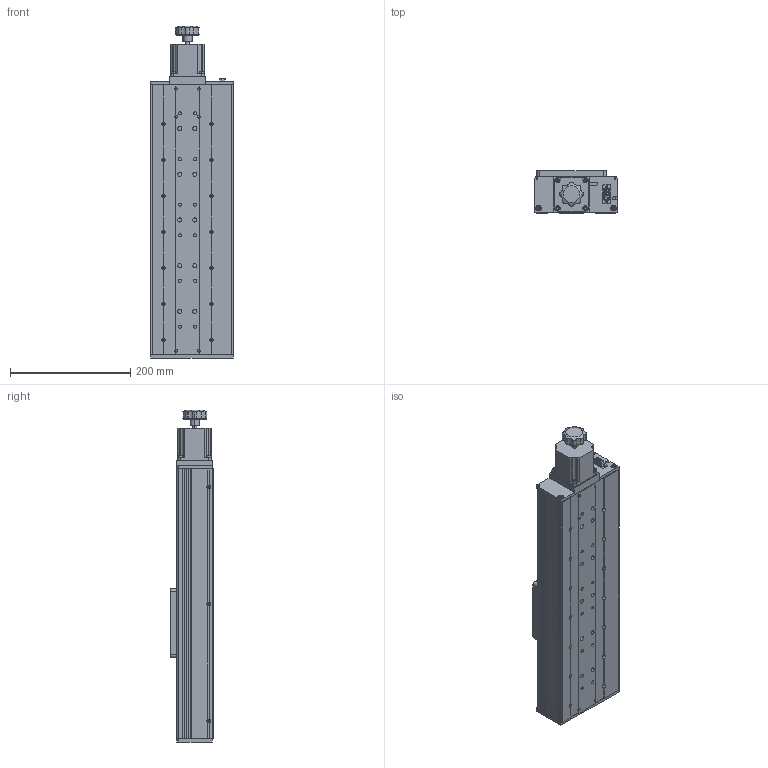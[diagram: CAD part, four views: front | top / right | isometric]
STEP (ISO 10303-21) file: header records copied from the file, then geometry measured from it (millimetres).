
FILE_DESCRIPTION (( 'STEP AP214' ), '1' );
FILE_NAME ('08HMT-250.STEP', '2018-09-27T09:28:52', ( '' ), ( '' ), 'SwSTEP 2.0', 'SolidWorks 2016', '' );
FILE_SCHEMA (( 'AUTOMOTIVE_DESIGN' ));
Length unit declared in the file: millimetre
Products named in the file (1): 08HMT-250
Bounding box: 137 x 71 x 553.3 mm (x, y, z)
Surface area: 388385.5 mm2 (no closed solid volume)
Topology: 0 solids, 45 shells, 805 faces, 2740 edges, 1966 vertices
Faces by surface type: plane 371, cylinder 321, cone 75, torus 30, sphere 8
Entity records: 39552 total; most frequent: CARTESIAN_POINT 6274, DIRECTION 5342, ORIENTED_EDGE 4482, EDGE_CURVE 2740, VERTEX_POINT 1966, AXIS2_PLACEMENT_3D 1884, VECTOR 1574, LINE 1574
